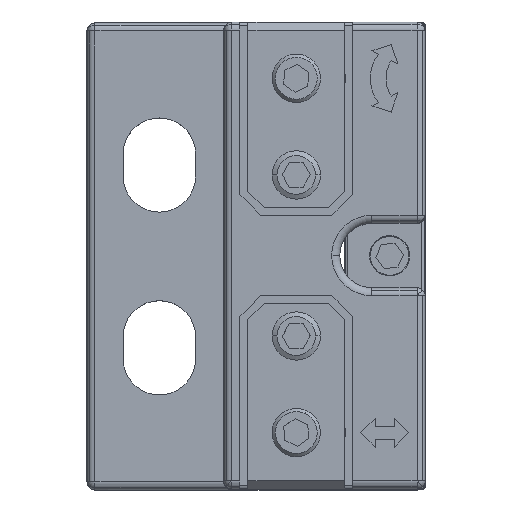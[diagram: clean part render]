
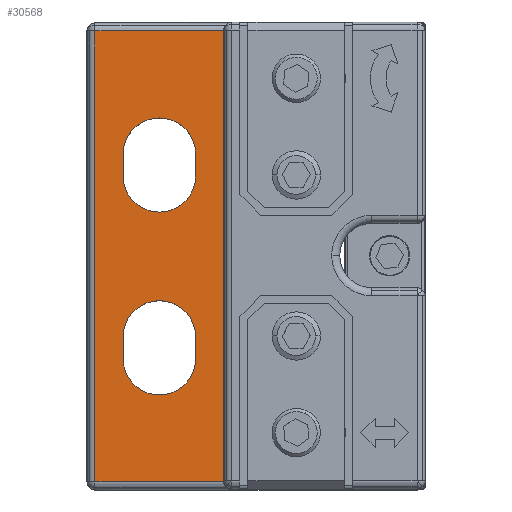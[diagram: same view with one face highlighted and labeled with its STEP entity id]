
A CAD part, top view. The second image highlights one B-rep face of the part: STEP entity #30568.
In plain terms, the highlighted planar face has unit normal (0, 0, 1).
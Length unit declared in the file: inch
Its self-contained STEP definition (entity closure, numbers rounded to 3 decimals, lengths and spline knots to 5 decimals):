
#152 = VERTEX_POINT ( 'NONE', #239 ) ;
#239 = CARTESIAN_POINT ( 'NONE',  ( -0.42323, -0.19685, -0.38189 ) ) ;
#247 = EDGE_LOOP ( 'NONE', ( #23628, #2553, #26514, #17727 ) ) ;
#329 = CARTESIAN_POINT ( 'NONE',  ( -0.42323, -0.09843, -0.38189 ) ) ;
#806 = CARTESIAN_POINT ( 'NONE',  ( -0.24606, -0.125, -0.38189 ) ) ;
#2169 = EDGE_CURVE ( 'NONE', #14777, #19836, #19963, .T. ) ;
#2341 = DIRECTION ( 'NONE',  ( 0., 0., -1. ) ) ;
#2391 = DIRECTION ( 'NONE',  ( -1., 0., 0. ) ) ;
#2553 = ORIENTED_EDGE ( 'NONE', *, *, #3285, .T. ) ;
#2841 = LINE ( 'NONE', #806, #11885 ) ;
#3078 = EDGE_CURVE ( 'NONE', #10723, #15931, #11598, .T. ) ;
#3273 = CARTESIAN_POINT ( 'NONE',  ( -0.42323, -0.25, -0.38189 ) ) ;
#3285 = EDGE_CURVE ( 'NONE', #22612, #8518, #9386, .T. ) ;
#3671 = DIRECTION ( 'NONE',  ( 0., -1., 0. ) ) ;
#3907 = DIRECTION ( 'NONE',  ( -1., 0., 0. ) ) ;
#4068 = EDGE_CURVE ( 'NONE', #15931, #152, #16660, .T. ) ;
#4894 = DIRECTION ( 'NONE',  ( -1., 0., 0. ) ) ;
#5362 = EDGE_LOOP ( 'NONE', ( #6602, #21977, #9806, #14325 ) ) ;
#5476 = ORIENTED_EDGE ( 'NONE', *, *, #28611, .T. ) ;
#5968 = CARTESIAN_POINT ( 'NONE',  ( -0.24606, 0.25, -0.38189 ) ) ;
#6602 = ORIENTED_EDGE ( 'NONE', *, *, #32381, .T. ) ;
#6719 = DIRECTION ( 'NONE',  ( 1., 0., 0. ) ) ;
#7073 = LINE ( 'NONE', #13330, #22563 ) ;
#7342 = FACE_BOUND ( 'NONE', #5362, .T. ) ;
#7510 = CARTESIAN_POINT ( 'NONE',  ( -0.24606, 0.19685, -0.38189 ) ) ;
#8518 = VERTEX_POINT ( 'NONE', #23742 ) ;
#9019 = VECTOR ( 'NONE', #33817, 39.37008 ) ;
#9220 = VECTOR ( 'NONE', #29729, 39.37008 ) ;
#9386 = LINE ( 'NONE', #33607, #35083 ) ;
#9806 = ORIENTED_EDGE ( 'NONE', *, *, #3078, .T. ) ;
#9833 = DIRECTION ( 'NONE',  ( 0., 0., -1. ) ) ;
#10498 = VERTEX_POINT ( 'NONE', #31481 ) ;
#10723 = VERTEX_POINT ( 'NONE', #24804 ) ;
#11251 = CIRCLE ( 'NONE', #19241, 0.08858 ) ;
#11598 = CIRCLE ( 'NONE', #30502, 0.08858 ) ;
#11885 = VECTOR ( 'NONE', #3671, 39.37008 ) ;
#13330 = CARTESIAN_POINT ( 'NONE',  ( -0.08858, -0.55118, -0.38189 ) ) ;
#13649 = EDGE_CURVE ( 'NONE', #29924, #30599, #32758, .T. ) ;
#14325 = ORIENTED_EDGE ( 'NONE', *, *, #4068, .T. ) ;
#14777 = VERTEX_POINT ( 'NONE', #14880 ) ;
#14880 = CARTESIAN_POINT ( 'NONE',  ( -0.49213, -0.55118, -0.38189 ) ) ;
#15448 = VERTEX_POINT ( 'NONE', #16587 ) ;
#15931 = VERTEX_POINT ( 'NONE', #3273 ) ;
#15978 = DIRECTION ( 'NONE',  ( 1., 0., 0. ) ) ;
#16587 = CARTESIAN_POINT ( 'NONE',  ( -0.24606, -0.19685, -0.38189 ) ) ;
#16660 = LINE ( 'NONE', #329, #25400 ) ;
#17460 = AXIS2_PLACEMENT_3D ( 'NONE', #29394, #21304, #18804 ) ;
#17727 = ORIENTED_EDGE ( 'NONE', *, *, #2169, .F. ) ;
#17760 = FACE_OUTER_BOUND ( 'NONE', #247, .T. ) ;
#17814 = ORIENTED_EDGE ( 'NONE', *, *, #29542, .T. ) ;
#18313 = CARTESIAN_POINT ( 'NONE',  ( -0.33465, -0.19685, -0.38189 ) ) ;
#18616 = CARTESIAN_POINT ( 'NONE',  ( -0.42323, 0.125, -0.38189 ) ) ;
#18623 = FACE_BOUND ( 'NONE', #24082, .T. ) ;
#18804 = DIRECTION ( 'NONE',  ( -1., 0., 0. ) ) ;
#19241 = AXIS2_PLACEMENT_3D ( 'NONE', #24627, #21571, #2391 ) ;
#19519 = ORIENTED_EDGE ( 'NONE', *, *, #20732, .T. ) ;
#19836 = VERTEX_POINT ( 'NONE', #31145 ) ;
#19963 = LINE ( 'NONE', #25348, #23413 ) ;
#20310 = DIRECTION ( 'NONE',  ( 0., 1., 0. ) ) ;
#20405 = CARTESIAN_POINT ( 'NONE',  ( -0.33465, -0.25, -0.38189 ) ) ;
#20453 = EDGE_CURVE ( 'NONE', #19836, #8518, #25572, .T. ) ;
#20732 = EDGE_CURVE ( 'NONE', #10498, #29924, #11251, .T. ) ;
#21304 = DIRECTION ( 'NONE',  ( 0., 0., -1. ) ) ;
#21571 = DIRECTION ( 'NONE',  ( 0., 0., -1. ) ) ;
#21977 = ORIENTED_EDGE ( 'NONE', *, *, #35487, .T. ) ;
#22354 = CARTESIAN_POINT ( 'NONE',  ( -0.24606, 0.09843, -0.38189 ) ) ;
#22559 = DIRECTION ( 'NONE',  ( 0., 1., 0. ) ) ;
#22563 = VECTOR ( 'NONE', #4894, 39.37008 ) ;
#22612 = VERTEX_POINT ( 'NONE', #27199 ) ;
#22650 = ORIENTED_EDGE ( 'NONE', *, *, #13649, .T. ) ;
#22867 = CARTESIAN_POINT ( 'NONE',  ( -0.08858, 0.55118, -0.38189 ) ) ;
#23413 = VECTOR ( 'NONE', #23531, 39.37008 ) ;
#23531 = DIRECTION ( 'NONE',  ( 0., 1., 0. ) ) ;
#23628 = ORIENTED_EDGE ( 'NONE', *, *, #29789, .F. ) ;
#23742 = CARTESIAN_POINT ( 'NONE',  ( -0.17717, 0.55118, -0.38189 ) ) ;
#24082 = EDGE_LOOP ( 'NONE', ( #17814, #19519, #22650, #5476 ) ) ;
#24355 = CARTESIAN_POINT ( 'NONE',  ( -0.42323, 0.19685, -0.38189 ) ) ;
#24627 = CARTESIAN_POINT ( 'NONE',  ( -0.33465, 0.25, -0.38189 ) ) ;
#24804 = CARTESIAN_POINT ( 'NONE',  ( -0.24606, -0.25, -0.38189 ) ) ;
#25348 = CARTESIAN_POINT ( 'NONE',  ( -0.49213, 0., -0.38189 ) ) ;
#25400 = VECTOR ( 'NONE', #22559, 39.37008 ) ;
#25572 = LINE ( 'NONE', #22867, #9019 ) ;
#26068 = AXIS2_PLACEMENT_3D ( 'NONE', #18313, #2341, #15978 ) ;
#26094 = CARTESIAN_POINT ( 'NONE',  ( -0.33465, 0.19685, -0.38189 ) ) ;
#26514 = ORIENTED_EDGE ( 'NONE', *, *, #20453, .F. ) ;
#26597 = CIRCLE ( 'NONE', #34605, 0.08858 ) ;
#27199 = CARTESIAN_POINT ( 'NONE',  ( -0.17717, -0.55118, -0.38189 ) ) ;
#27702 = VECTOR ( 'NONE', #30223, 39.37008 ) ;
#28611 = EDGE_CURVE ( 'NONE', #30599, #35329, #26597, .T. ) ;
#29394 = CARTESIAN_POINT ( 'NONE',  ( -0.17717, 0., -0.38189 ) ) ;
#29542 = EDGE_CURVE ( 'NONE', #35329, #10498, #32256, .T. ) ;
#29729 = DIRECTION ( 'NONE',  ( 0., -1., 0. ) ) ;
#29789 = EDGE_CURVE ( 'NONE', #22612, #14777, #7073, .T. ) ;
#29924 = VERTEX_POINT ( 'NONE', #5968 ) ;
#30223 = DIRECTION ( 'NONE',  ( 0., 1., 0. ) ) ;
#30502 = AXIS2_PLACEMENT_3D ( 'NONE', #20405, #9833, #3907 ) ;
#30568 = ADVANCED_FACE ( 'NONE', ( #17760, #18623, #7342 ), #32087, .F. ) ;
#30599 = VERTEX_POINT ( 'NONE', #7510 ) ;
#31145 = CARTESIAN_POINT ( 'NONE',  ( -0.49213, 0.55118, -0.38189 ) ) ;
#31286 = DIRECTION ( 'NONE',  ( 0., 0., -1. ) ) ;
#31481 = CARTESIAN_POINT ( 'NONE',  ( -0.42323, 0.25, -0.38189 ) ) ;
#32087 = PLANE ( 'NONE',  #17460 ) ;
#32256 = LINE ( 'NONE', #18616, #27702 ) ;
#32381 = EDGE_CURVE ( 'NONE', #152, #15448, #35218, .T. ) ;
#32758 = LINE ( 'NONE', #22354, #9220 ) ;
#33607 = CARTESIAN_POINT ( 'NONE',  ( -0.17717, 0., -0.38189 ) ) ;
#33817 = DIRECTION ( 'NONE',  ( 1., 0., 0. ) ) ;
#34605 = AXIS2_PLACEMENT_3D ( 'NONE', #26094, #31286, #6719 ) ;
#35083 = VECTOR ( 'NONE', #20310, 39.37008 ) ;
#35218 = CIRCLE ( 'NONE', #26068, 0.08858 ) ;
#35329 = VERTEX_POINT ( 'NONE', #24355 ) ;
#35487 = EDGE_CURVE ( 'NONE', #15448, #10723, #2841, .T. ) ;
